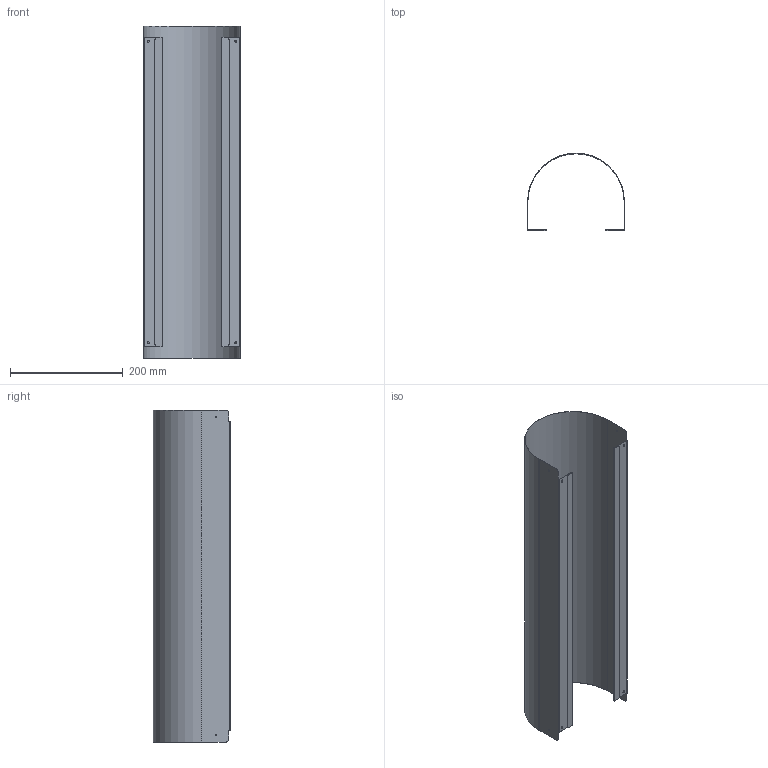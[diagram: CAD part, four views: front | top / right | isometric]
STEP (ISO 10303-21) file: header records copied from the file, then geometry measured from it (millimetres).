
FILE_DESCRIPTION(/* description */ ('Teknikmodul'),/* implementation_level */ '2;1');
FILE_NAME(/* name */ 'MT52304.stp',/* time_stamp */ '2016-02-04T07:24:07+01:00',/* author */ ('John'),/* organization */ (''),/* preprocessor_version */ 'ST-DEVELOPER v15.6',/* originating_system */ 'Autodesk Inventor 2015',/* authorisation */ '');
FILE_SCHEMA (('AUTOMOTIVE_DESIGN { 1 0 10303 214 3 1 1 }'));
Length unit declared in the file: millimetre
Products named in the file (1): MT52304
Bounding box: 172 x 137.5 x 590 mm (x, y, z)
Volume: 134993.7 mm3; surface area: 541061.4 mm2
Topology: 1 solids, 1 shells, 70 faces, 172 edges, 104 vertices
Faces by surface type: plane 44, cylinder 26
Full cylindrical faces by diameter (mm): 2.5 x4, 4 x4
Entity records: 1976 total; most frequent: DIRECTION 350, CARTESIAN_POINT 323, ORIENTED_EDGE 312, EDGE_CURVE 156, AXIS2_PLACEMENT_3D 123, LINE 104, VECTOR 104, VERTEX_POINT 96
